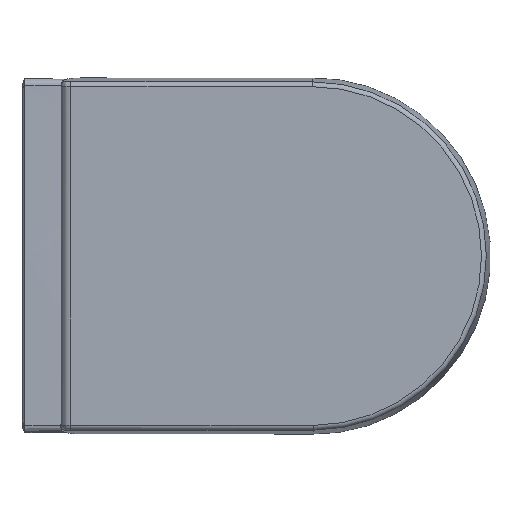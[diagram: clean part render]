
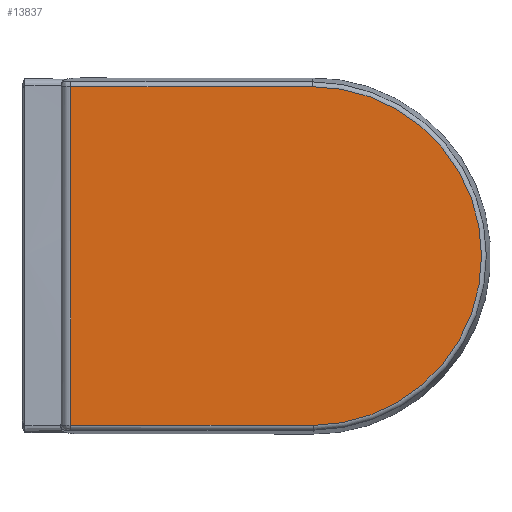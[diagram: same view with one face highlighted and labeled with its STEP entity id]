
A CAD part, top view. The second image highlights one B-rep face of the part: STEP entity #13837.
In plain terms, the highlighted planar face has unit normal (0, 0, 1).
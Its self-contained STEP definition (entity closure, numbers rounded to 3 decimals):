
#13267=CARTESIAN_POINT('',(31.768,3.631,42.0));
#13268=VERTEX_POINT('',#13267);
#13295=CARTESIAN_POINT('',(33.017,-347.517,42.0));
#13296=VERTEX_POINT('',#13295);
#13304=CARTESIAN_POINT('',(33.018,-171.941,42.0));
#13305=DIRECTION('',(0.0,0.0,-1.0));
#13306=DIRECTION('',(-0.994,-0.111,0.0));
#13307=AXIS2_PLACEMENT_3D('',#13304,#13305,#13306);
#13308=CIRCLE('',#13307,175.576);
#13309=EDGE_CURVE('',#13296,#13268,#13308,.T.);
#13321=CARTESIAN_POINT('',(283.295,-347.519,42.0));
#13322=VERTEX_POINT('',#13321);
#13330=CARTESIAN_POINT('',(283.295,-347.519,42.0));
#13331=DIRECTION('',(-1.,0.,0.0));
#13332=VECTOR('',#13331,250.279);
#13333=LINE('',#13330,#13332);
#13334=EDGE_CURVE('',#13322,#13296,#13333,.T.);
#13589=CARTESIAN_POINT('',(283.297,3.629,42.0));
#13590=VERTEX_POINT('',#13589);
#13591=CARTESIAN_POINT('',(31.768,3.631,42.0));
#13592=DIRECTION('',(1.,0.,0.0));
#13593=VECTOR('',#13592,251.529);
#13594=LINE('',#13591,#13593);
#13595=EDGE_CURVE('',#13268,#13590,#13594,.T.);
#13817=CARTESIAN_POINT('',(283.297,3.629,42.0));
#13818=DIRECTION('',(0.,-1.,0.0));
#13819=VECTOR('',#13818,351.148);
#13820=LINE('',#13817,#13819);
#13821=EDGE_CURVE('',#13590,#13322,#13820,.T.);
#13826=CARTESIAN_POINT('',(102.524,-171.927,42.0));
#13827=DIRECTION('',(0.0,0.0,1.0));
#13828=DIRECTION('',(1.0,0.0,0.0));
#13829=AXIS2_PLACEMENT_3D('',#13826,#13827,#13828);
#13830=PLANE('',#13829);
#13831=ORIENTED_EDGE('',*,*,#13334,.F.);
#13832=ORIENTED_EDGE('',*,*,#13821,.F.);
#13833=ORIENTED_EDGE('',*,*,#13595,.F.);
#13834=ORIENTED_EDGE('',*,*,#13309,.F.);
#13835=EDGE_LOOP('',(#13831,#13832,#13833,#13834));
#13836=FACE_OUTER_BOUND('',#13835,.T.);
#13837=ADVANCED_FACE('',(#13836),#13830,.T.);
